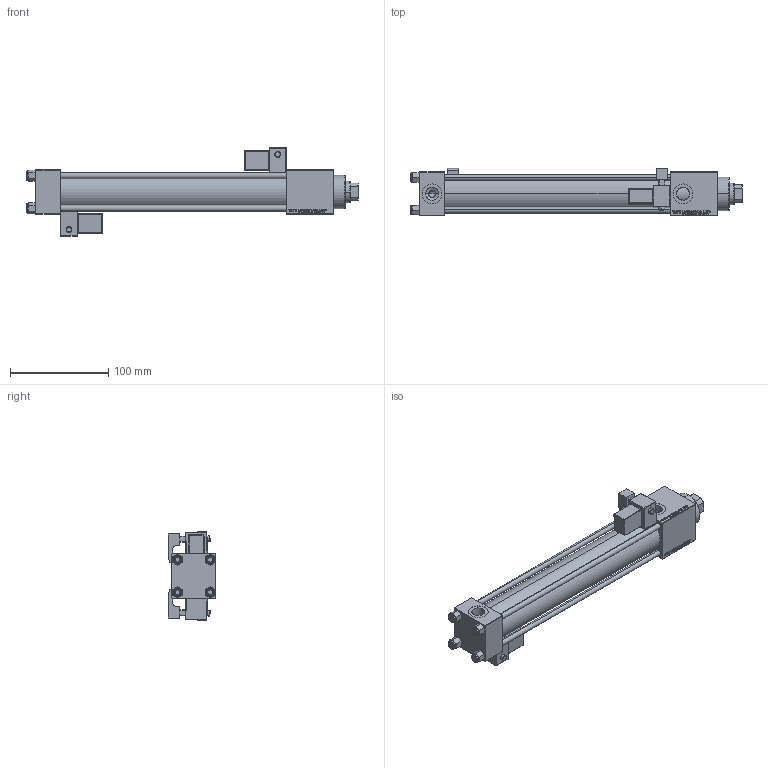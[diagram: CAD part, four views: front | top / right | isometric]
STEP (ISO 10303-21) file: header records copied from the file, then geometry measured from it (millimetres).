
FILE_DESCRIPTION (( 'STEP AP203' ), '1' );
FILE_NAME ('20fa.STEP', '2022-09-13T23:56:30', ( '' ), ( '' ), 'SwSTEP 2.0', 'SolidWorks 2019', '' );
FILE_SCHEMA (( 'CONFIG_CONTROL_DESIGN' ));
Length unit declared in the file: millimetre
Products named in the file (9): V215_VC_A 5adfc41a0cdb18cb9eb180e2ca032881; V215CR_C_Body 5adfc41a0cdb18cb9eb180e2ca032881; NUT_M5_C 5adfc41a0cdb18cb9eb180e2ca032881; V215CR_MSU 5adfc41a0cdb18cb9eb180e2ca032881; 20fa; V215CR_C_TYCINKA 5adfc41a0cdb18cb9eb180e2ca032881; V215CR_VCP_C 5adfc41a0cdb18cb9eb180e2ca032881; DFA 5adfc41a0cdb18cb9eb180e2ca032881; FEMALE_PART_FOR_DFA 5adfc41a0cdb18cb9eb180e2ca032881
Assembly tree (15 placements, depth 3):
  20fa
    V215CR_C_Body 5adfc41a0cdb18cb9eb180e2ca032881
    V215CR_VCP_C 5adfc41a0cdb18cb9eb180e2ca032881
    NUT_M5_C 5adfc41a0cdb18cb9eb180e2ca032881  x4
    V215CR_C_TYCINKA 5adfc41a0cdb18cb9eb180e2ca032881  x4
    V215_VC_A 5adfc41a0cdb18cb9eb180e2ca032881
    DFA 5adfc41a0cdb18cb9eb180e2ca032881
      FEMALE_PART_FOR_DFA 5adfc41a0cdb18cb9eb180e2ca032881
    V215CR_MSU 5adfc41a0cdb18cb9eb180e2ca032881  x2
Bounding box: 338 x 48.72 x 90.31 mm (x, y, z)
Volume: 408320.3 mm3; surface area: 153590.2 mm2
Topology: 14 solids, 14 shells, 1344 faces, 3333 edges, 2119 vertices
Faces by surface type: plane 601, bspline 392, cylinder 159, cone 148, sphere 24, torus 20
Entity records: 53771 total; most frequent: CARTESIAN_POINT 27664, ORIENTED_EDGE 5764, DIRECTION 3904, EDGE_CURVE 2882, VERTEX_POINT 1875, LINE 1738, VECTOR 1738, EDGE_LOOP 1279
